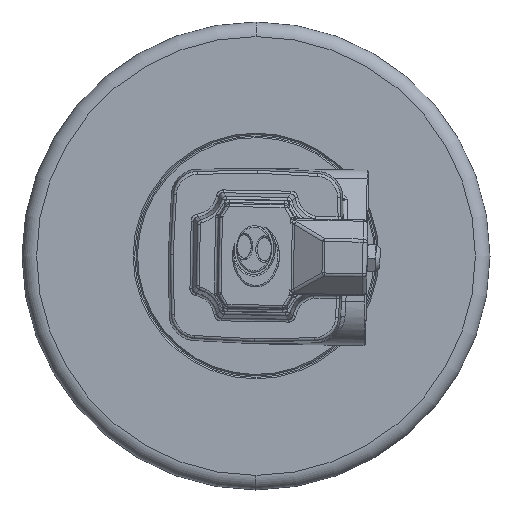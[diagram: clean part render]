
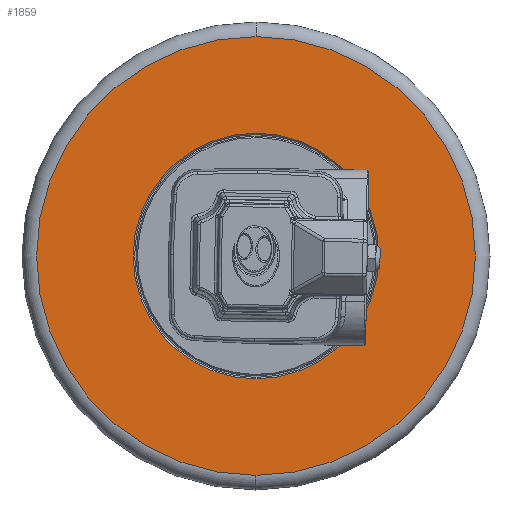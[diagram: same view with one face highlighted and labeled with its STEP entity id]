
A CAD part, left-side view. The second image highlights one B-rep face of the part: STEP entity #1859.
In plain terms, the highlighted planar face has unit normal (-1, 0, 0).
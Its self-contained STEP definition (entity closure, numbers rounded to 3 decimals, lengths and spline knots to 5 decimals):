
#1718 = VERTEX_POINT ( 'NONE', #15973 ) ;
#1719 = EDGE_CURVE ( 'NONE', #1718, #1790, #16262, .T. ) ;
#1790 = VERTEX_POINT ( 'NONE', #16494 ) ;
#1796 = EDGE_CURVE ( 'NONE', #1863, #1814, #16543, .T. ) ;
#1797 = EDGE_LOOP ( 'NONE', ( #1806, #1858 ) ) ;
#1806 = ORIENTED_EDGE ( 'NONE', *, *, #1719, .T. ) ;
#1810 = EDGE_LOOP ( 'NONE', ( #1861, #1860 ) ) ;
#1814 = VERTEX_POINT ( 'NONE', #16561 ) ;
#1858 = ORIENTED_EDGE ( 'NONE', *, *, #1869, .T. ) ;
#1859 = ADVANCED_FACE ( 'NONE', ( #16359, #16356 ), #16642, .F. ) ;
#1860 = ORIENTED_EDGE ( 'NONE', *, *, #1796, .T. ) ;
#1861 = ORIENTED_EDGE ( 'NONE', *, *, #1865, .T. ) ;
#1863 = VERTEX_POINT ( 'NONE', #16360 ) ;
#1865 = EDGE_CURVE ( 'NONE', #1814, #1863, #16681, .T. ) ;
#1869 = EDGE_CURVE ( 'NONE', #1790, #1718, #16673, .T. ) ;
#15973 = CARTESIAN_POINT ( 'NONE',  ( 0., 0., 0.042 ) ) ;
#16262 = CIRCLE ( 'NONE', #16369, 0.042 ) ;
#16356 = FACE_OUTER_BOUND ( 'NONE', #1810, .T. ) ;
#16359 = FACE_BOUND ( 'NONE', #1797, .T. ) ;
#16360 = CARTESIAN_POINT ( 'NONE',  ( 0., 0., -0.075 ) ) ;
#16369 = AXIS2_PLACEMENT_3D ( 'NONE', #16377, #16376, #16372 ) ;
#16372 = DIRECTION ( 'NONE',  ( 0., 0., -1. ) ) ;
#16376 = DIRECTION ( 'NONE',  ( 1., 0., 0. ) ) ;
#16377 = CARTESIAN_POINT ( 'NONE',  ( 0., 0., 0. ) ) ;
#16494 = CARTESIAN_POINT ( 'NONE',  ( 0., 0., -0.042 ) ) ;
#16524 = DIRECTION ( 'NONE',  ( 0., 0., 1. ) ) ;
#16525 = DIRECTION ( 'NONE',  ( -1., 0., 0. ) ) ;
#16526 = AXIS2_PLACEMENT_3D ( 'NONE', #16545, #16525, #16524 ) ;
#16543 = CIRCLE ( 'NONE', #16526, 0.075 ) ;
#16545 = CARTESIAN_POINT ( 'NONE',  ( 0., 0., 0. ) ) ;
#16561 = CARTESIAN_POINT ( 'NONE',  ( 0., 0., 0.075 ) ) ;
#16619 = DIRECTION ( 'NONE',  ( 0., 0., -1. ) ) ;
#16620 = DIRECTION ( 'NONE',  ( 1., 0., 0. ) ) ;
#16623 = AXIS2_PLACEMENT_3D ( 'NONE', #16641, #16620, #16619 ) ;
#16641 = CARTESIAN_POINT ( 'NONE',  ( 0., 0.075, 0. ) ) ;
#16642 = PLANE ( 'NONE',  #16623 ) ;
#16661 = DIRECTION ( 'NONE',  ( 0., 0., -1. ) ) ;
#16662 = DIRECTION ( 'NONE',  ( 1., 0., 0. ) ) ;
#16663 = CARTESIAN_POINT ( 'NONE',  ( 0., 0., 0. ) ) ;
#16664 = AXIS2_PLACEMENT_3D ( 'NONE', #16663, #16662, #16661 ) ;
#16673 = CIRCLE ( 'NONE', #16664, 0.042 ) ;
#16677 = DIRECTION ( 'NONE',  ( 0., 0., 1. ) ) ;
#16678 = DIRECTION ( 'NONE',  ( -1., 0., 0. ) ) ;
#16679 = CARTESIAN_POINT ( 'NONE',  ( 0., 0., 0. ) ) ;
#16680 = AXIS2_PLACEMENT_3D ( 'NONE', #16679, #16678, #16677 ) ;
#16681 = CIRCLE ( 'NONE', #16680, 0.075 ) ;
